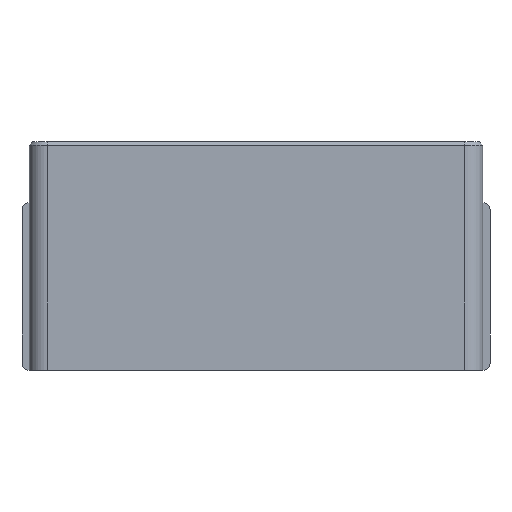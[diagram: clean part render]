
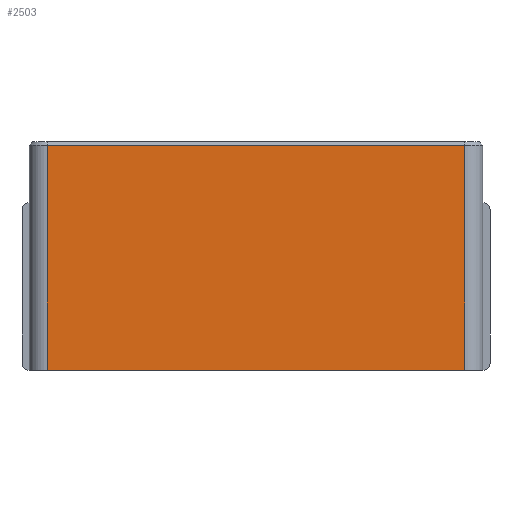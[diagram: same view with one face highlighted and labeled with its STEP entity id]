
A CAD part, front view. The second image highlights one B-rep face of the part: STEP entity #2503.
In plain terms, the highlighted planar face has unit normal (0, -1, 0).
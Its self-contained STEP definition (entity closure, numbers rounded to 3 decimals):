
#43 = PLANE('',#44);
#44 = AXIS2_PLACEMENT_3D('',#45,#46,#47);
#45 = CARTESIAN_POINT('',(0.,0.,
    0.));
#46 = DIRECTION('',(0.,0.,-1.));
#47 = DIRECTION('',(1.,0.,0.));
#440 = VERTEX_POINT('',#441);
#441 = CARTESIAN_POINT('',(5.75,-6.25,0.));
#456 = CYLINDRICAL_SURFACE('',#457,0.5);
#457 = AXIS2_PLACEMENT_3D('',#458,#459,#460);
#458 = CARTESIAN_POINT('',(5.75,-5.75,6.5));
#459 = DIRECTION('',(0.,0.,-1.));
#460 = DIRECTION('',(1.,0.,0.));
#490 = EDGE_CURVE('',#491,#440,#493,.T.);
#491 = VERTEX_POINT('',#492);
#492 = CARTESIAN_POINT('',(-5.75,-6.25,0.));
#493 = SURFACE_CURVE('',#494,(#498,#505),.PCURVE_S1.);
#494 = LINE('',#495,#496);
#495 = CARTESIAN_POINT('',(0.,-6.25,0.)
  );
#496 = VECTOR('',#497,1.);
#497 = DIRECTION('',(1.,0.,0.));
#498 = PCURVE('',#43,#499);
#499 = DEFINITIONAL_REPRESENTATION('',(#500),#504);
#500 = LINE('',#501,#502);
#501 = CARTESIAN_POINT('',(0.,6.25));
#502 = VECTOR('',#503,1.);
#503 = DIRECTION('',(1.,0.));
#504 = ( GEOMETRIC_REPRESENTATION_CONTEXT(2) 
PARAMETRIC_REPRESENTATION_CONTEXT() REPRESENTATION_CONTEXT('2D SPACE',''
  ) );
#505 = PCURVE('',#506,#511);
#506 = PLANE('',#507);
#507 = AXIS2_PLACEMENT_3D('',#508,#509,#510);
#508 = CARTESIAN_POINT('',(0.,-6.25,6.5));
#509 = DIRECTION('',(0.,-1.,0.));
#510 = DIRECTION('',(0.,0.,-1.));
#511 = DEFINITIONAL_REPRESENTATION('',(#512),#516);
#512 = LINE('',#513,#514);
#513 = CARTESIAN_POINT('',(6.5,0.));
#514 = VECTOR('',#515,1.);
#515 = DIRECTION('',(0.,1.));
#516 = ( GEOMETRIC_REPRESENTATION_CONTEXT(2) 
PARAMETRIC_REPRESENTATION_CONTEXT() REPRESENTATION_CONTEXT('2D SPACE',''
  ) );
#533 = CYLINDRICAL_SURFACE('',#534,0.5);
#534 = AXIS2_PLACEMENT_3D('',#535,#536,#537);
#535 = CARTESIAN_POINT('',(-5.75,-5.75,6.5));
#536 = DIRECTION('',(0.,0.,-1.));
#537 = DIRECTION('',(1.,0.,0.));
#2388 = VERTEX_POINT('',#2389);
#2389 = CARTESIAN_POINT('',(5.75,-6.25,6.2));
#2460 = EDGE_CURVE('',#440,#2388,#2461,.T.);
#2461 = SURFACE_CURVE('',#2462,(#2466,#2495),.PCURVE_S1.);
#2462 = LINE('',#2463,#2464);
#2463 = CARTESIAN_POINT('',(5.75,-6.25,6.5));
#2464 = VECTOR('',#2465,1.);
#2465 = DIRECTION('',(0.,0.,1.));
#2466 = PCURVE('',#456,#2467);
#2467 = DEFINITIONAL_REPRESENTATION('',(#2468),#2494);
#2468 = B_SPLINE_CURVE_WITH_KNOTS('',3,(#2469,#2470,#2471,#2472,#2473,
    #2474,#2475,#2476,#2477,#2478,#2479,#2480,#2481,#2482,#2483,#2484,
    #2485,#2486,#2487,#2488,#2489,#2490,#2491,#2492,#2493),
  .UNSPECIFIED.,.F.,.F.,(4,1,1,1,1,1,1,1,1,1,1,1,1,1,1,1,1,1,1,1,1,1,4),
  (-6.5,-6.218,-5.936,-5.655,-5.373,
    -5.091,-4.809,-4.527,-4.245,
    -3.964,-3.682,-3.4,-3.118,-2.836
    ,-2.555,-2.273,-1.991,-1.709,
    -1.427,-1.145,-0.864,-0.582,-0.3
    ),.UNSPECIFIED.);
#2469 = CARTESIAN_POINT('',(1.571,6.5));
#2470 = CARTESIAN_POINT('',(1.571,6.406));
#2471 = CARTESIAN_POINT('',(1.571,6.218));
#2472 = CARTESIAN_POINT('',(1.571,5.936));
#2473 = CARTESIAN_POINT('',(1.571,5.655));
#2474 = CARTESIAN_POINT('',(1.571,5.373));
#2475 = CARTESIAN_POINT('',(1.571,5.091));
#2476 = CARTESIAN_POINT('',(1.571,4.809));
#2477 = CARTESIAN_POINT('',(1.571,4.527));
#2478 = CARTESIAN_POINT('',(1.571,4.245));
#2479 = CARTESIAN_POINT('',(1.571,3.964));
#2480 = CARTESIAN_POINT('',(1.571,3.682));
#2481 = CARTESIAN_POINT('',(1.571,3.4));
#2482 = CARTESIAN_POINT('',(1.571,3.118));
#2483 = CARTESIAN_POINT('',(1.571,2.836));
#2484 = CARTESIAN_POINT('',(1.571,2.555));
#2485 = CARTESIAN_POINT('',(1.571,2.273));
#2486 = CARTESIAN_POINT('',(1.571,1.991));
#2487 = CARTESIAN_POINT('',(1.571,1.709));
#2488 = CARTESIAN_POINT('',(1.571,1.427));
#2489 = CARTESIAN_POINT('',(1.571,1.145));
#2490 = CARTESIAN_POINT('',(1.571,0.864));
#2491 = CARTESIAN_POINT('',(1.571,0.582));
#2492 = CARTESIAN_POINT('',(1.571,0.394));
#2493 = CARTESIAN_POINT('',(1.571,0.3));
#2494 = ( GEOMETRIC_REPRESENTATION_CONTEXT(2) 
PARAMETRIC_REPRESENTATION_CONTEXT() REPRESENTATION_CONTEXT('2D SPACE',''
  ) );
#2495 = PCURVE('',#506,#2496);
#2496 = DEFINITIONAL_REPRESENTATION('',(#2497),#2501);
#2497 = LINE('',#2498,#2499);
#2498 = CARTESIAN_POINT('',(0.,5.75));
#2499 = VECTOR('',#2500,1.);
#2500 = DIRECTION('',(-1.,0.));
#2501 = ( GEOMETRIC_REPRESENTATION_CONTEXT(2) 
PARAMETRIC_REPRESENTATION_CONTEXT() REPRESENTATION_CONTEXT('2D SPACE',''
  ) );
#2503 = ADVANCED_FACE('',(#2504),#506,.T.);
#2504 = FACE_BOUND('',#2505,.T.);
#2505 = EDGE_LOOP('',(#2506,#2507,#2535,#2578));
#2506 = ORIENTED_EDGE('',*,*,#2460,.T.);
#2507 = ORIENTED_EDGE('',*,*,#2508,.T.);
#2508 = EDGE_CURVE('',#2388,#2509,#2511,.T.);
#2509 = VERTEX_POINT('',#2510);
#2510 = CARTESIAN_POINT('',(-5.75,-6.25,6.2));
#2511 = SURFACE_CURVE('',#2512,(#2516,#2523),.PCURVE_S1.);
#2512 = LINE('',#2513,#2514);
#2513 = CARTESIAN_POINT('',(0.,-6.25,6.2));
#2514 = VECTOR('',#2515,1.);
#2515 = DIRECTION('',(-1.,0.,0.));
#2516 = PCURVE('',#506,#2517);
#2517 = DEFINITIONAL_REPRESENTATION('',(#2518),#2522);
#2518 = LINE('',#2519,#2520);
#2519 = CARTESIAN_POINT('',(0.3,0.));
#2520 = VECTOR('',#2521,1.);
#2521 = DIRECTION('',(-0.,-1.));
#2522 = ( GEOMETRIC_REPRESENTATION_CONTEXT(2) 
PARAMETRIC_REPRESENTATION_CONTEXT() REPRESENTATION_CONTEXT('2D SPACE',''
  ) );
#2523 = PCURVE('',#2524,#2529);
#2524 = PLANE('',#2525);
#2525 = AXIS2_PLACEMENT_3D('',#2526,#2527,#2528);
#2526 = CARTESIAN_POINT('',(0.,-6.25,6.2));
#2527 = DIRECTION('',(0.,0.707,-0.707));
#2528 = DIRECTION('',(0.,0.707,0.707));
#2529 = DEFINITIONAL_REPRESENTATION('',(#2530),#2534);
#2530 = LINE('',#2531,#2532);
#2531 = CARTESIAN_POINT('',(0.,0.));
#2532 = VECTOR('',#2533,1.);
#2533 = DIRECTION('',(0.,-1.));
#2534 = ( GEOMETRIC_REPRESENTATION_CONTEXT(2) 
PARAMETRIC_REPRESENTATION_CONTEXT() REPRESENTATION_CONTEXT('2D SPACE',''
  ) );
#2535 = ORIENTED_EDGE('',*,*,#2536,.T.);
#2536 = EDGE_CURVE('',#2509,#491,#2537,.T.);
#2537 = SURFACE_CURVE('',#2538,(#2542,#2549),.PCURVE_S1.);
#2538 = LINE('',#2539,#2540);
#2539 = CARTESIAN_POINT('',(-5.75,-6.25,6.5));
#2540 = VECTOR('',#2541,1.);
#2541 = DIRECTION('',(0.,0.,-1.));
#2542 = PCURVE('',#506,#2543);
#2543 = DEFINITIONAL_REPRESENTATION('',(#2544),#2548);
#2544 = LINE('',#2545,#2546);
#2545 = CARTESIAN_POINT('',(-0.,-5.75));
#2546 = VECTOR('',#2547,1.);
#2547 = DIRECTION('',(1.,0.));
#2548 = ( GEOMETRIC_REPRESENTATION_CONTEXT(2) 
PARAMETRIC_REPRESENTATION_CONTEXT() REPRESENTATION_CONTEXT('2D SPACE',''
  ) );
#2549 = PCURVE('',#533,#2550);
#2550 = DEFINITIONAL_REPRESENTATION('',(#2551),#2577);
#2551 = B_SPLINE_CURVE_WITH_KNOTS('',3,(#2552,#2553,#2554,#2555,#2556,
    #2557,#2558,#2559,#2560,#2561,#2562,#2563,#2564,#2565,#2566,#2567,
    #2568,#2569,#2570,#2571,#2572,#2573,#2574,#2575,#2576),
  .UNSPECIFIED.,.F.,.F.,(4,1,1,1,1,1,1,1,1,1,1,1,1,1,1,1,1,1,1,1,1,1,4),
  (0.3,0.582,0.864,1.145,1.427,
    1.709,1.991,2.273,2.555,
    2.836,3.118,3.4,3.682,3.964,
    4.245,4.527,4.809,5.091,
    5.373,5.655,5.936,6.218,6.5),
  .UNSPECIFIED.);
#2552 = CARTESIAN_POINT('',(1.571,0.3));
#2553 = CARTESIAN_POINT('',(1.571,0.394));
#2554 = CARTESIAN_POINT('',(1.571,0.582));
#2555 = CARTESIAN_POINT('',(1.571,0.864));
#2556 = CARTESIAN_POINT('',(1.571,1.145));
#2557 = CARTESIAN_POINT('',(1.571,1.427));
#2558 = CARTESIAN_POINT('',(1.571,1.709));
#2559 = CARTESIAN_POINT('',(1.571,1.991));
#2560 = CARTESIAN_POINT('',(1.571,2.273));
#2561 = CARTESIAN_POINT('',(1.571,2.555));
#2562 = CARTESIAN_POINT('',(1.571,2.836));
#2563 = CARTESIAN_POINT('',(1.571,3.118));
#2564 = CARTESIAN_POINT('',(1.571,3.4));
#2565 = CARTESIAN_POINT('',(1.571,3.682));
#2566 = CARTESIAN_POINT('',(1.571,3.964));
#2567 = CARTESIAN_POINT('',(1.571,4.245));
#2568 = CARTESIAN_POINT('',(1.571,4.527));
#2569 = CARTESIAN_POINT('',(1.571,4.809));
#2570 = CARTESIAN_POINT('',(1.571,5.091));
#2571 = CARTESIAN_POINT('',(1.571,5.373));
#2572 = CARTESIAN_POINT('',(1.571,5.655));
#2573 = CARTESIAN_POINT('',(1.571,5.936));
#2574 = CARTESIAN_POINT('',(1.571,6.218));
#2575 = CARTESIAN_POINT('',(1.571,6.406));
#2576 = CARTESIAN_POINT('',(1.571,6.5));
#2577 = ( GEOMETRIC_REPRESENTATION_CONTEXT(2) 
PARAMETRIC_REPRESENTATION_CONTEXT() REPRESENTATION_CONTEXT('2D SPACE',''
  ) );
#2578 = ORIENTED_EDGE('',*,*,#490,.T.);
